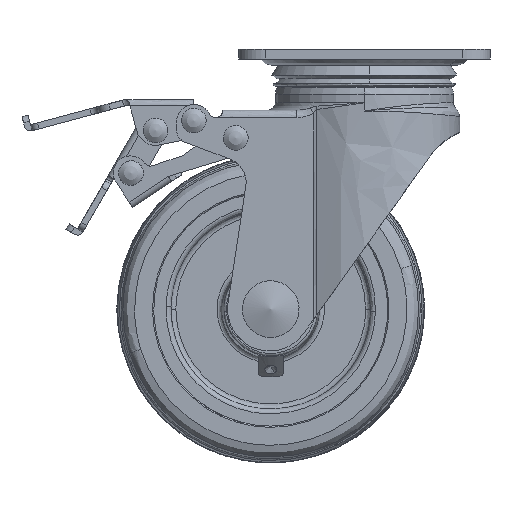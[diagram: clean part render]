
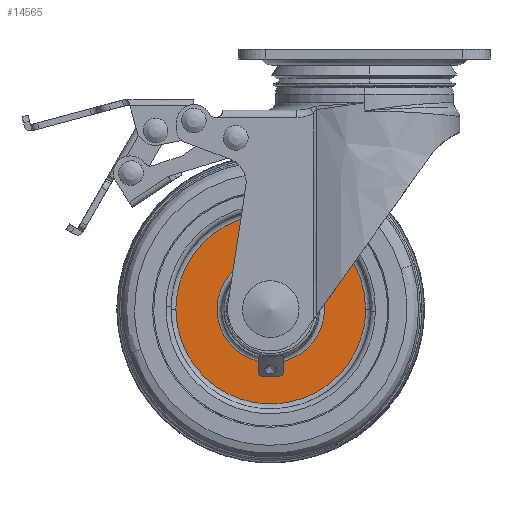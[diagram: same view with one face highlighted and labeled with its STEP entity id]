
A CAD part, front view. The second image highlights one B-rep face of the part: STEP entity #14565.
In plain terms, the highlighted free-form (B-spline) face has degree [1, 1] with [2, 2] control points.
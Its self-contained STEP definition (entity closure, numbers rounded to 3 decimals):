
#13998=CARTESIAN_POINT('',(-76.5,-11.,-105.5));
#13999=VERTEX_POINT('',#13998);
#14013=CARTESIAN_POINT('',(-38.,-11.,-67.));
#14014=VERTEX_POINT('',#14013);
#14015=CARTESIAN_POINT('',(-38.,-11.,-67.));
#14016=CARTESIAN_POINT('',(-76.5,-11.,-67.));
#14017=CARTESIAN_POINT('',(-76.5,-11.,-105.5));
#14025=(BOUNDED_CURVE()B_SPLINE_CURVE(2,(#14015,#14016,#14017),.UNSPECIFIED.,.F.,.U.)B_SPLINE_CURVE_WITH_KNOTS((3,3),(0.5,0.75),.UNSPECIFIED.)CURVE()GEOMETRIC_REPRESENTATION_ITEM()RATIONAL_B_SPLINE_CURVE((1.0,0.707,1.0))REPRESENTATION_ITEM(''));
#14026=EDGE_CURVE('',#14014,#13999,#14025,.T.);
#14028=CARTESIAN_POINT('',(0.5,-11.,-105.5));
#14029=VERTEX_POINT('',#14028);
#14030=CARTESIAN_POINT('',(0.5,-11.,-105.5));
#14031=CARTESIAN_POINT('',(0.5,-11.,-67.));
#14032=CARTESIAN_POINT('',(-38.,-11.,-67.));
#14040=(BOUNDED_CURVE()B_SPLINE_CURVE(2,(#14030,#14031,#14032),.UNSPECIFIED.,.F.,.U.)B_SPLINE_CURVE_WITH_KNOTS((3,3),(0.25,0.5),.UNSPECIFIED.)CURVE()GEOMETRIC_REPRESENTATION_ITEM()RATIONAL_B_SPLINE_CURVE((1.,0.707,1.0))REPRESENTATION_ITEM(''));
#14041=EDGE_CURVE('',#14029,#14014,#14040,.T.);
#14091=CARTESIAN_POINT('',(-38.,-11.,-144.));
#14092=VERTEX_POINT('',#14091);
#14093=CARTESIAN_POINT('',(-38.,-11.,-144.));
#14094=CARTESIAN_POINT('',(0.5,-11.,-144.));
#14095=CARTESIAN_POINT('',(0.5,-11.,-105.5));
#14103=(BOUNDED_CURVE()B_SPLINE_CURVE(2,(#14093,#14094,#14095),.UNSPECIFIED.,.F.,.U.)B_SPLINE_CURVE_WITH_KNOTS((3,3),(0.0,0.25),.UNSPECIFIED.)CURVE()GEOMETRIC_REPRESENTATION_ITEM()RATIONAL_B_SPLINE_CURVE((1.0,0.707,1.))REPRESENTATION_ITEM(''));
#14104=EDGE_CURVE('',#14092,#14029,#14103,.T.);
#14106=CARTESIAN_POINT('',(-76.5,-11.,-105.5));
#14107=CARTESIAN_POINT('',(-76.5,-11.,-144.));
#14108=CARTESIAN_POINT('',(-38.,-11.,-144.));
#14116=(BOUNDED_CURVE()B_SPLINE_CURVE(2,(#14106,#14107,#14108),.UNSPECIFIED.,.F.,.U.)B_SPLINE_CURVE_WITH_KNOTS((3,3),(0.75,1.0),.UNSPECIFIED.)CURVE()GEOMETRIC_REPRESENTATION_ITEM()RATIONAL_B_SPLINE_CURVE((1.0,0.707,1.0))REPRESENTATION_ITEM(''));
#14117=EDGE_CURVE('',#13999,#14092,#14116,.T.);
#14348=CARTESIAN_POINT('',(-33.81,-11.,-132.597));
#14349=VERTEX_POINT('',#14348);
#14355=CARTESIAN_POINT('',(-33.,-11.,-131.615));
#14356=VERTEX_POINT('',#14355);
#14357=CARTESIAN_POINT('',(-33.,-11.,-131.615));
#14358=CARTESIAN_POINT('',(-33.,-11.,-132.44));
#14359=CARTESIAN_POINT('',(-33.81,-11.,-132.597));
#14367=(BOUNDED_CURVE()B_SPLINE_CURVE(2,(#14357,#14358,#14359),.UNSPECIFIED.,.F.,.U.)CURVE()GEOMETRIC_REPRESENTATION_ITEM()QUASI_UNIFORM_CURVE()RATIONAL_B_SPLINE_CURVE((1.0,0.772,1.0))REPRESENTATION_ITEM(''));
#14368=EDGE_CURVE('',#14356,#14349,#14367,.T.);
#14406=CARTESIAN_POINT('',(-42.191,-11.,-132.597));
#14407=VERTEX_POINT('',#14406);
#14413=CARTESIAN_POINT('',(-33.81,-11.,-132.597));
#14414=CARTESIAN_POINT('',(-38.,-11.,-133.41));
#14415=CARTESIAN_POINT('',(-42.191,-11.,-132.597));
#14423=(BOUNDED_CURVE()B_SPLINE_CURVE(2,(#14413,#14414,#14415),.UNSPECIFIED.,.F.,.U.)CURVE()GEOMETRIC_REPRESENTATION_ITEM()QUASI_UNIFORM_CURVE()RATIONAL_B_SPLINE_CURVE((1.0,0.982,1.0))REPRESENTATION_ITEM(''));
#14424=EDGE_CURVE('',#14349,#14407,#14423,.T.);
#14469=CARTESIAN_POINT('',(-43.,-11.,-131.615));
#14470=VERTEX_POINT('',#14469);
#14476=CARTESIAN_POINT('',(-42.191,-11.,-132.597));
#14477=CARTESIAN_POINT('',(-43.,-11.,-132.44));
#14478=CARTESIAN_POINT('',(-43.,-11.,-131.615));
#14486=(BOUNDED_CURVE()B_SPLINE_CURVE(2,(#14476,#14477,#14478),.UNSPECIFIED.,.F.,.U.)CURVE()GEOMETRIC_REPRESENTATION_ITEM()QUASI_UNIFORM_CURVE()RATIONAL_B_SPLINE_CURVE((1.0,0.772,1.0))REPRESENTATION_ITEM(''));
#14487=EDGE_CURVE('',#14407,#14470,#14486,.T.);
#14493=CARTESIAN_POINT('',(-80.346,-11.,-63.154));
#14494=CARTESIAN_POINT('',(-80.346,-11.,-147.846));
#14495=CARTESIAN_POINT('',(4.346,-11.,-63.154));
#14496=CARTESIAN_POINT('',(4.346,-11.,-147.846));
#14497=B_SPLINE_SURFACE_WITH_KNOTS('',1,1,((#14493,#14495),(#14494,#14496)),.UNSPECIFIED.,.F.,.F.,.U.,(2,2),(2,2),(0.0,84.692),(0.0,84.692),.UNSPECIFIED.);
#14498=ORIENTED_EDGE('',*,*,#14104,.T.);
#14499=ORIENTED_EDGE('',*,*,#14041,.T.);
#14500=ORIENTED_EDGE('',*,*,#14026,.T.);
#14501=ORIENTED_EDGE('',*,*,#14117,.T.);
#14502=EDGE_LOOP('',(#14498,#14499,#14500,#14501));
#14503=FACE_OUTER_BOUND('',#14502,.T.);
#14504=CARTESIAN_POINT('',(-43.,-11.,-126.72));
#14505=VERTEX_POINT('',#14504);
#14506=CARTESIAN_POINT('',(-43.,-11.,-131.615));
#14507=CARTESIAN_POINT('',(-43.,-11.,-126.72));
#14508=QUASI_UNIFORM_CURVE('',1,(#14506,#14507),.UNSPECIFIED.,.F.,.U.);
#14509=EDGE_CURVE('',#14470,#14505,#14508,.T.);
#14510=ORIENTED_EDGE('',*,*,#14509,.T.);
#14511=CARTESIAN_POINT('',(-33.,-11.,-126.72));
#14512=VERTEX_POINT('',#14511);
#14513=CARTESIAN_POINT('',(-43.,-11.,-126.72));
#14514=CARTESIAN_POINT('',(-44.528,-11.,-126.36));
#14515=CARTESIAN_POINT('',(-46.565,-11.,-125.641));
#14516=CARTESIAN_POINT('',(-49.487,-11.,-124.092));
#14517=CARTESIAN_POINT('',(-51.734,-11.,-122.534));
#14518=CARTESIAN_POINT('',(-54.389,-11.,-120.039));
#14519=CARTESIAN_POINT('',(-56.489,-11.,-117.253));
#14520=CARTESIAN_POINT('',(-58.308,-11.,-113.72));
#14521=CARTESIAN_POINT('',(-59.28,-11.,-110.63));
#14522=CARTESIAN_POINT('',(-59.792,-11.,-107.278));
#14523=CARTESIAN_POINT('',(-59.852,-11.,-104.378));
#14524=CARTESIAN_POINT('',(-59.411,-11.,-100.928));
#14525=CARTESIAN_POINT('',(-58.545,-11.,-97.984));
#14526=CARTESIAN_POINT('',(-57.136,-11.,-94.898));
#14527=CARTESIAN_POINT('',(-55.389,-11.,-92.176));
#14528=CARTESIAN_POINT('',(-52.592,-11.,-89.118));
#14529=CARTESIAN_POINT('',(-49.45,-11.,-86.795));
#14530=CARTESIAN_POINT('',(-46.39,-11.,-85.321));
#14531=CARTESIAN_POINT('',(-43.261,-11.,-84.25));
#14532=CARTESIAN_POINT('',(-39.825,-11.,-83.638));
#14533=CARTESIAN_POINT('',(-36.011,-11.,-83.703));
#14534=CARTESIAN_POINT('',(-33.074,-11.,-84.209));
#14535=CARTESIAN_POINT('',(-30.379,-11.,-85.013));
#14536=CARTESIAN_POINT('',(-27.346,-11.,-86.349));
#14537=CARTESIAN_POINT('',(-24.243,-11.,-88.431));
#14538=CARTESIAN_POINT('',(-21.396,-11.,-91.209));
#14539=CARTESIAN_POINT('',(-19.156,-11.,-94.299));
#14540=CARTESIAN_POINT('',(-17.512,-11.,-97.742));
#14541=CARTESIAN_POINT('',(-16.388,-11.,-101.73));
#14542=CARTESIAN_POINT('',(-16.056,-11.,-105.791));
#14543=CARTESIAN_POINT('',(-16.502,-11.,-109.579));
#14544=CARTESIAN_POINT('',(-17.435,-11.,-113.013));
#14545=CARTESIAN_POINT('',(-18.665,-11.,-115.736));
#14546=CARTESIAN_POINT('',(-20.395,-11.,-118.458));
#14547=CARTESIAN_POINT('',(-22.139,-11.,-120.565));
#14548=CARTESIAN_POINT('',(-24.59,-11.,-122.791));
#14549=CARTESIAN_POINT('',(-28.036,-11.,-125.096));
#14550=CARTESIAN_POINT('',(-31.07,-11.,-126.266));
#14551=CARTESIAN_POINT('',(-33.,-11.,-126.72));
#14552=B_SPLINE_CURVE_WITH_KNOTS('',3,(#14513,#14514,#14515,#14516,#14517,#14518,#14519,#14520,#14521,#14522,#14523,#14524,#14525,#14526,#14527,#14528,#14529,#14530,#14531,#14532,#14533,#14534,#14535,#14536,#14537,#14538,#14539,#14540,#14541,#14542,#14543,#14544,#14545,#14546,#14547,#14548,#14549,#14550,#14551),.UNSPECIFIED.,.F.,.U.,(4,1,1,1,1,1,1,1,1,1,1,1,1,1,1,1,1,1,1,1,1,1,1,1,1,1,1,1,1,1,1,1,1,1,1,1,4),(0.,4.709,6.444,9.913,12.887,17.348,20.322,24.784,27.014,30.484,33.458,37.423,39.653,43.619,47.089,52.045,55.267,57.25,61.959,65.676,68.65,70.881,74.102,78.564,82.033,85.999,89.964,93.434,98.39,102.108,104.834,109.047,111.03,114.5,117.226,120.943,126.891),.UNSPECIFIED.);
#14553=EDGE_CURVE('',#14505,#14512,#14552,.T.);
#14554=ORIENTED_EDGE('',*,*,#14553,.T.);
#14555=CARTESIAN_POINT('',(-33.,-11.,-126.72));
#14556=CARTESIAN_POINT('',(-33.,-11.,-131.615));
#14557=QUASI_UNIFORM_CURVE('',1,(#14555,#14556),.UNSPECIFIED.,.F.,.U.);
#14558=EDGE_CURVE('',#14512,#14356,#14557,.T.);
#14559=ORIENTED_EDGE('',*,*,#14558,.T.);
#14560=ORIENTED_EDGE('',*,*,#14368,.T.);
#14561=ORIENTED_EDGE('',*,*,#14424,.T.);
#14562=ORIENTED_EDGE('',*,*,#14487,.T.);
#14563=EDGE_LOOP('',(#14510,#14554,#14559,#14560,#14561,#14562));
#14564=FACE_BOUND('',#14563,.T.);
#14565=ADVANCED_FACE('',(#14503,#14564),#14497,.T.);
